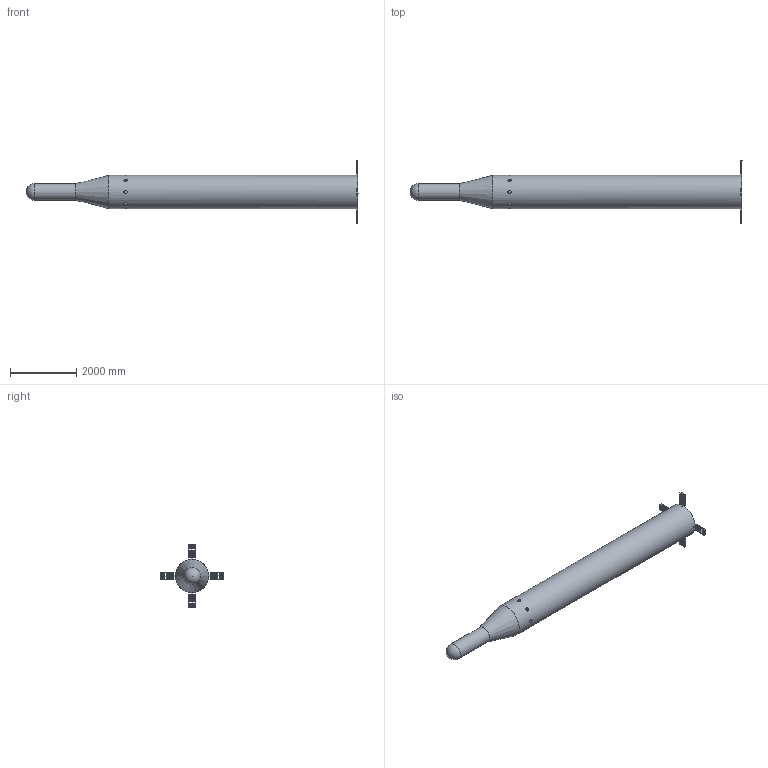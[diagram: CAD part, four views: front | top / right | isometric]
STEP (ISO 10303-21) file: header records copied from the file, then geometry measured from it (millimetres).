
FILE_DESCRIPTION(('FreeCAD Model'),'2;1');
FILE_NAME('CFD_body_model.step', '2018-08-29T13:12:39',('Author'),(''), 'Open CASCADE STEP processor 7.2','FreeCAD','Unknown');
FILE_SCHEMA(('AUTOMOTIVE_DESIGN { 1 0 10303 214 1 1 1 1 }'));
Length unit declared in the file: millimetre
Products named in the file (1): Body
Bounding box: 10000 x 1900 x 1900 mm (x, y, z)
Volume: 6615781236 mm3; surface area: 30861204.5 mm2
Topology: 1 solids, 1 shells, 129 faces, 374 edges, 245 vertices
Faces by surface type: plane 117, cylinder 10, cone 1, sphere 1
Full cylindrical faces by diameter (mm): 100 x8, 500 x1, 1000 x1
Entity records: 16653 total; most frequent: CARTESIAN_POINT 9132, DIRECTION 1347, LINE 1033, VECTOR 1033, ORIENTED_EDGE 746, PCURVE 746, DEFINITIONAL_REPRESENTATION 746, EDGE_CURVE 373
